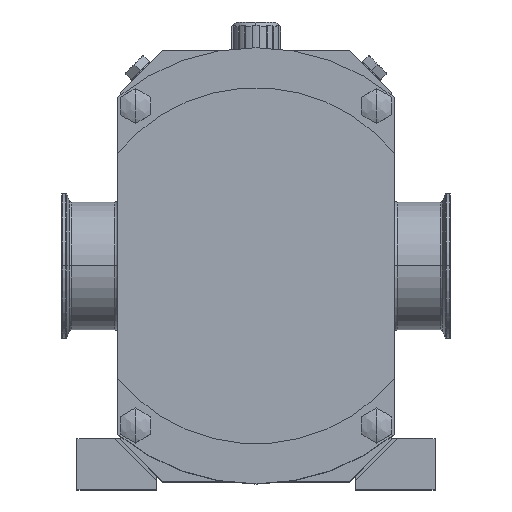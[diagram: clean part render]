
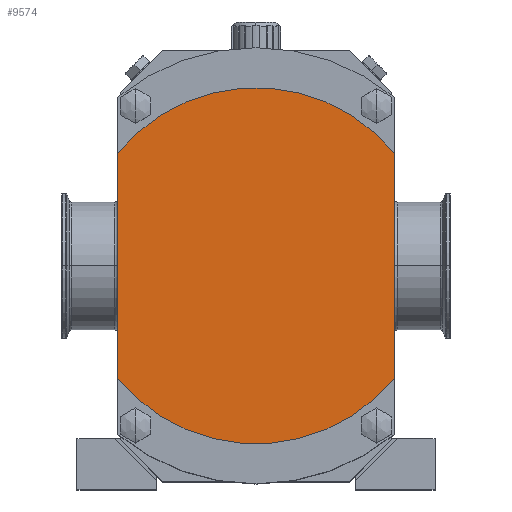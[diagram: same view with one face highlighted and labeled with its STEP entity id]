
A CAD part, top view. The second image highlights one B-rep face of the part: STEP entity #9574.
In plain terms, the highlighted planar face has unit normal (0, 0, 1).
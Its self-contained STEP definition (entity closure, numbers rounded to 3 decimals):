
#303=CARTESIAN_POINT('',(0.,0.,129.035));
#304=DIRECTION('',(0.,0.,1.));
#305=DIRECTION('',(-0.776,-0.631,0.));
#306=AXIS2_PLACEMENT_3D('',#303,#304,#305);
#312=DIRECTION('',(0.,-1.,0.));
#313=VECTOR('',#312,140.712);
#314=CARTESIAN_POINT('',(86.5,70.356,129.035));
#315=LINE('',#314,#313);
#316=DIRECTION('',(0.,1.,0.));
#317=VECTOR('',#316,140.712);
#318=CARTESIAN_POINT('',(-86.5,-70.356,129.035));
#319=LINE('',#318,#317);
#320=CARTESIAN_POINT('',(0.,0.,129.035));
#321=DIRECTION('',(0.,0.,1.));
#322=DIRECTION('',(0.776,0.631,0.));
#323=AXIS2_PLACEMENT_3D('',#320,#321,#322);
#9080=CARTESIAN_POINT('',(86.5,70.356,129.035));
#9082=VERTEX_POINT('',#9080);
#9084=CARTESIAN_POINT('',(86.5,-70.356,129.035));
#9086=VERTEX_POINT('',#9084);
#9088=CARTESIAN_POINT('',(-86.5,-70.356,129.035));
#9089=CARTESIAN_POINT('',(-86.5,70.356,129.035));
#9090=VERTEX_POINT('',#9088);
#9091=VERTEX_POINT('',#9089);
#9562=CARTESIAN_POINT('',(0.,0.,129.035));
#9563=DIRECTION('',(0.,0.,-1.));
#9564=DIRECTION('',(0.,-1.,0.));
#9565=AXIS2_PLACEMENT_3D('',#9562,#9563,#9564);
#9566=PLANE('',#9565);
#9567=ORIENTED_EDGE('',*,*,#9459,.T.);
#9568=ORIENTED_EDGE('',*,*,#9556,.F.);
#9569=ORIENTED_EDGE('',*,*,#9387,.T.);
#9571=ORIENTED_EDGE('',*,*,#9570,.F.);
#9572=EDGE_LOOP('',(#9567,#9568,#9569,#9571));
#9573=FACE_OUTER_BOUND('',#9572,.F.);
#9574=ADVANCED_FACE('',(#9573),#9566,.F.);
#307=CIRCLE('',#306,111.5);
#324=CIRCLE('',#323,111.5);
#9387=EDGE_CURVE('',#9090,#9091,#319,.T.);
#9459=EDGE_CURVE('',#9082,#9086,#315,.T.);
#9556=EDGE_CURVE('',#9090,#9086,#307,.T.);
#9570=EDGE_CURVE('',#9082,#9091,#324,.T.);
